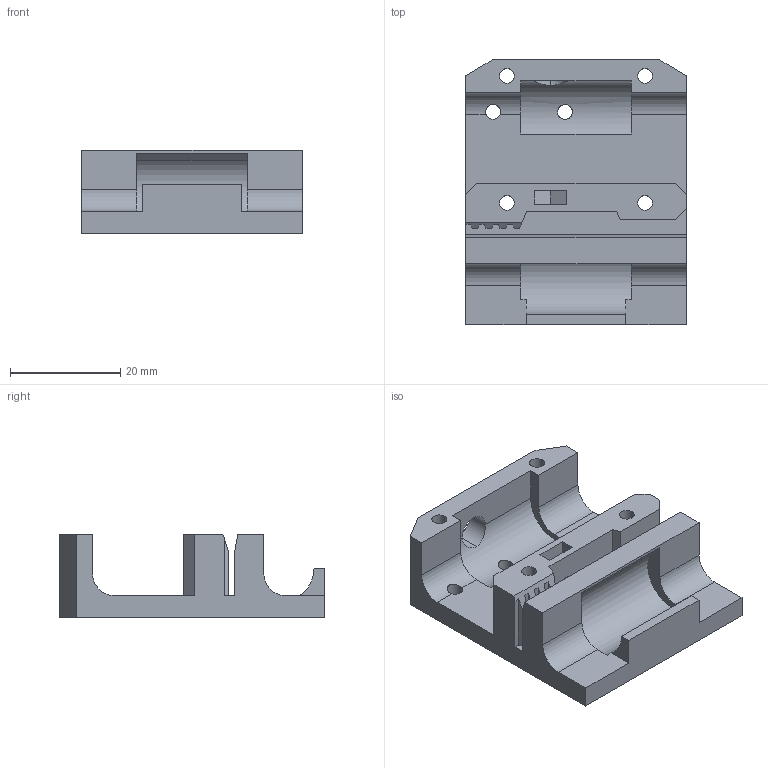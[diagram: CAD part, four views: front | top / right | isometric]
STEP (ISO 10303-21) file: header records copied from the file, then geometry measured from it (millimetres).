
FILE_DESCRIPTION (( 'STEP AP214' ), '1' );
FILE_NAME ('x-carriage.STEP', '2011-05-25T12:30:42', ( 'Owner' ), ( '22ndstreetcomputers.com' ), 'SwSTEP 2.0', 'SolidWorks 2010', '' );
FILE_SCHEMA (( 'AUTOMOTIVE_DESIGN' ));
Length unit declared in the file: millimetre
Products named in the file (1): x-carriage
Bounding box: 40 x 48 x 15.15 mm (x, y, z)
Volume: 13769.7 mm3; surface area: 8471 mm2
Topology: 1 solids, 1 shells, 85 faces, 249 edges, 166 vertices
Faces by surface type: plane 59, cylinder 26
Entity records: 2981 total; most frequent: CARTESIAN_POINT 612, ORIENTED_EDGE 498, DIRECTION 465, EDGE_CURVE 249, VECTOR 191, LINE 191, VERTEX_POINT 166, AXIS2_PLACEMENT_3D 137
